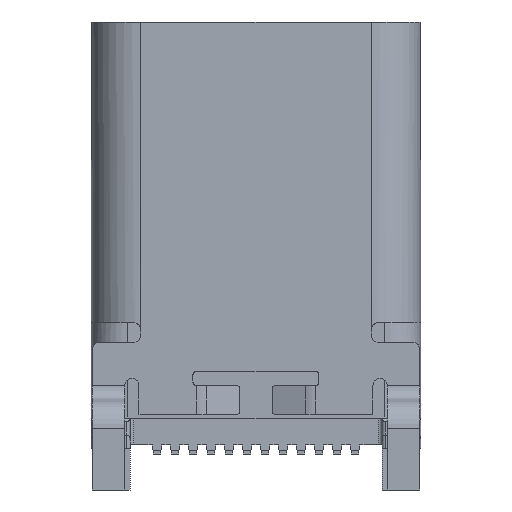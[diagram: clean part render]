
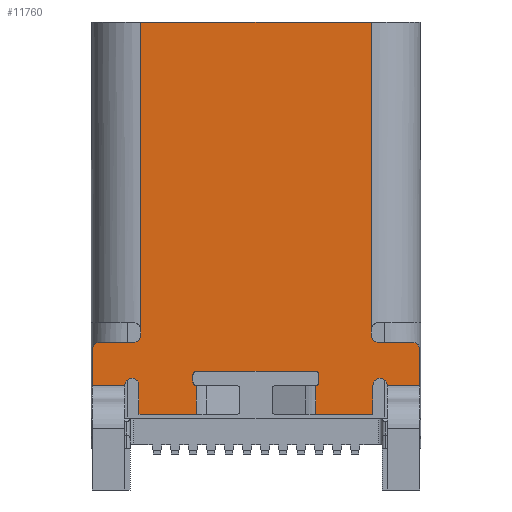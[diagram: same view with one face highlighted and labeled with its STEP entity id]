
A CAD part, front view. The second image highlights one B-rep face of the part: STEP entity #11760.
In plain terms, the highlighted planar face has unit normal (0, -1, 0).
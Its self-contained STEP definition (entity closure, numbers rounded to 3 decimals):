
#25=DIRECTION('',(1.,0.,0.));
#26=VECTOR('',#25,6.4);
#27=CARTESIAN_POINT('',(-3.2,-1.67,0.));
#28=LINE('',#27,#26);
#128=DIRECTION('',(0.,0.,-1.));
#129=VECTOR('',#128,8.55);
#130=CARTESIAN_POINT('',(-3.2,-1.67,0.));
#131=LINE('',#130,#129);
#132=CARTESIAN_POINT('',(-4.35,-1.67,-9.1));
#133=DIRECTION('',(0.,-1.,0.));
#134=DIRECTION('',(0.,0.,1.));
#135=AXIS2_PLACEMENT_3D('',#132,#133,#134);
#137=DIRECTION('',(1.,0.,0.));
#138=VECTOR('',#137,0.95);
#139=CARTESIAN_POINT('',(-4.35,-1.67,-8.9));
#140=LINE('',#139,#138);
#141=DIRECTION('',(0.,0.,1.));
#142=VECTOR('',#141,0.15);
#143=CARTESIAN_POINT('',(-3.2,-1.67,-8.7));
#144=LINE('',#143,#142);
#145=DIRECTION('',(0.,0.,-1.));
#146=VECTOR('',#145,0.15);
#147=CARTESIAN_POINT('',(3.2,-1.67,-8.55));
#148=LINE('',#147,#146);
#149=DIRECTION('',(1.,0.,0.));
#150=VECTOR('',#149,0.95);
#151=CARTESIAN_POINT('',(3.4,-1.67,-8.9));
#152=LINE('',#151,#150);
#153=CARTESIAN_POINT('',(4.35,-1.67,-9.1));
#154=DIRECTION('',(0.,-1.,0.));
#155=DIRECTION('',(1.,0.,0.));
#156=AXIS2_PLACEMENT_3D('',#153,#154,#155);
#158=DIRECTION('',(0.,0.,-1.));
#159=VECTOR('',#158,1.);
#160=CARTESIAN_POINT('',(4.55,-1.67,-9.1));
#161=LINE('',#160,#159);
#162=DIRECTION('',(-1.,0.,0.));
#163=VECTOR('',#162,0.9);
#164=CARTESIAN_POINT('',(4.55,-1.67,-10.1));
#165=LINE('',#164,#163);
#166=DIRECTION('',(0.,0.,-1.));
#167=VECTOR('',#166,0.8);
#168=CARTESIAN_POINT('',(3.25,-1.67,-10.1));
#169=LINE('',#168,#167);
#170=DIRECTION('',(-1.,0.,0.));
#171=VECTOR('',#170,1.595);
#172=CARTESIAN_POINT('',(3.25,-1.67,-10.9));
#173=LINE('',#172,#171);
#174=DIRECTION('',(0.,0.,1.));
#175=VECTOR('',#174,0.8);
#176=CARTESIAN_POINT('',(1.655,-1.67,-10.9));
#177=LINE('',#176,#175);
#178=DIRECTION('',(0.,0.,1.));
#179=VECTOR('',#178,0.2);
#180=CARTESIAN_POINT('',(1.75,-1.67,-10.));
#181=LINE('',#180,#179);
#182=DIRECTION('',(0.,0.,-1.));
#183=VECTOR('',#182,0.2);
#184=CARTESIAN_POINT('',(-1.75,-1.67,-9.8));
#185=LINE('',#184,#183);
#186=DIRECTION('',(-1.,0.,0.));
#187=VECTOR('',#186,1.595);
#188=CARTESIAN_POINT('',(-1.655,-1.67,-10.9));
#189=LINE('',#188,#187);
#190=DIRECTION('',(0.,0.,1.));
#191=VECTOR('',#190,0.8);
#192=CARTESIAN_POINT('',(-3.25,-1.67,-10.9));
#193=LINE('',#192,#191);
#194=DIRECTION('',(1.,0.,0.));
#195=VECTOR('',#194,0.9);
#196=CARTESIAN_POINT('',(-4.55,-1.67,-10.1));
#197=LINE('',#196,#195);
#198=DIRECTION('',(0.,0.,1.));
#199=VECTOR('',#198,1.);
#200=CARTESIAN_POINT('',(-4.55,-1.67,-10.1));
#201=LINE('',#200,#199);
#392=CARTESIAN_POINT('',(-3.45,-1.67,-10.1));
#393=DIRECTION('',(0.,1.,0.));
#394=DIRECTION('',(-1.,0.,0.));
#395=AXIS2_PLACEMENT_3D('',#392,#393,#394);
#509=CARTESIAN_POINT('',(1.65,-1.67,-10.));
#510=DIRECTION('',(0.,1.,0.));
#511=DIRECTION('',(1.,0.,0.));
#512=AXIS2_PLACEMENT_3D('',#509,#510,#511);
#574=CARTESIAN_POINT('',(1.655,-1.67,-10.1));
#676=CARTESIAN_POINT('',(-1.655,-1.67,-10.1));
#678=DIRECTION('',(0.,0.,1.));
#679=VECTOR('',#678,0.8);
#680=CARTESIAN_POINT('',(-1.655,-1.67,-10.9));
#681=LINE('',#680,#679);
#682=CARTESIAN_POINT('',(-1.65,-1.67,-10.));
#683=DIRECTION('',(0.,1.,0.));
#684=DIRECTION('',(-0.047,0.,-0.999));
#685=AXIS2_PLACEMENT_3D('',#682,#683,#684);
#700=CARTESIAN_POINT('',(-1.65,-1.67,-9.8));
#701=DIRECTION('',(0.,1.,0.));
#702=DIRECTION('',(-1.,0.,0.));
#703=AXIS2_PLACEMENT_3D('',#700,#701,#702);
#714=DIRECTION('',(1.,0.,0.));
#715=VECTOR('',#714,3.3);
#716=CARTESIAN_POINT('',(-1.65,-1.67,-9.7));
#717=LINE('',#716,#715);
#726=CARTESIAN_POINT('',(1.65,-1.67,-9.8));
#727=DIRECTION('',(0.,1.,0.));
#728=DIRECTION('',(0.,0.,1.));
#729=AXIS2_PLACEMENT_3D('',#726,#727,#728);
#5262=DIRECTION('',(0.,0.,1.));
#5263=VECTOR('',#5262,8.55);
#5264=CARTESIAN_POINT('',(3.2,-1.67,-8.55));
#5265=LINE('',#5264,#5263);
#5290=CARTESIAN_POINT('',(3.4,-1.67,-8.7));
#5291=DIRECTION('',(0.,1.,0.));
#5292=DIRECTION('',(0.,0.,-1.));
#5293=AXIS2_PLACEMENT_3D('',#5290,#5291,#5292);
#5401=CARTESIAN_POINT('',(3.45,-1.67,-10.1));
#5402=DIRECTION('',(0.,1.,0.));
#5403=DIRECTION('',(-1.,0.,0.));
#5404=AXIS2_PLACEMENT_3D('',#5401,#5402,#5403);
#5508=CARTESIAN_POINT('',(-3.4,-1.67,-8.7));
#5509=DIRECTION('',(0.,1.,0.));
#5510=DIRECTION('',(1.,0.,0.));
#5511=AXIS2_PLACEMENT_3D('',#5508,#5509,#5510);
#8885=CARTESIAN_POINT('',(-3.2,-1.67,0.));
#8886=VERTEX_POINT('',#8885);
#8887=CARTESIAN_POINT('',(3.2,-1.67,0.));
#8888=VERTEX_POINT('',#8887);
#9039=CARTESIAN_POINT('',(-3.25,-1.67,-10.9));
#9040=CARTESIAN_POINT('',(-3.25,-1.67,-10.1));
#9041=VERTEX_POINT('',#9039);
#9042=VERTEX_POINT('',#9040);
#9043=CARTESIAN_POINT('',(3.25,-1.67,-10.1));
#9044=CARTESIAN_POINT('',(3.25,-1.67,-10.9));
#9045=VERTEX_POINT('',#9043);
#9046=VERTEX_POINT('',#9044);
#9093=CARTESIAN_POINT('',(4.55,-1.67,-10.1));
#9094=VERTEX_POINT('',#9093);
#9097=CARTESIAN_POINT('',(3.65,-1.67,-10.1));
#9098=VERTEX_POINT('',#9097);
#9133=CARTESIAN_POINT('',(-4.55,-1.67,-10.1));
#9134=VERTEX_POINT('',#9133);
#9137=CARTESIAN_POINT('',(-3.65,-1.67,-10.1));
#9138=VERTEX_POINT('',#9137);
#9140=CARTESIAN_POINT('',(1.655,-1.67,-10.9));
#9142=VERTEX_POINT('',#9140);
#9157=CARTESIAN_POINT('',(-1.655,-1.67,-10.9));
#9159=VERTEX_POINT('',#9157);
#9203=CARTESIAN_POINT('',(-3.2,-1.67,-8.55));
#9205=VERTEX_POINT('',#9203);
#9207=CARTESIAN_POINT('',(-3.2,-1.67,-8.7));
#9209=VERTEX_POINT('',#9207);
#9211=CARTESIAN_POINT('',(-3.4,-1.67,-8.9));
#9213=VERTEX_POINT('',#9211);
#9220=CARTESIAN_POINT('',(3.2,-1.67,-8.55));
#9222=VERTEX_POINT('',#9220);
#9223=CARTESIAN_POINT('',(3.4,-1.67,-8.9));
#9225=VERTEX_POINT('',#9223);
#9227=CARTESIAN_POINT('',(3.2,-1.67,-8.7));
#9229=VERTEX_POINT('',#9227);
#9267=CARTESIAN_POINT('',(-1.75,-1.67,-9.8));
#9269=VERTEX_POINT('',#9267);
#9271=CARTESIAN_POINT('',(-1.65,-1.67,-9.7));
#9273=VERTEX_POINT('',#9271);
#9279=VERTEX_POINT('',#676);
#9281=CARTESIAN_POINT('',(-1.75,-1.67,-10.));
#9283=VERTEX_POINT('',#9281);
#9285=CARTESIAN_POINT('',(1.65,-1.67,-9.7));
#9287=VERTEX_POINT('',#9285);
#9289=CARTESIAN_POINT('',(1.75,-1.67,-9.8));
#9291=VERTEX_POINT('',#9289);
#9298=CARTESIAN_POINT('',(1.75,-1.67,-10.));
#9300=VERTEX_POINT('',#9298);
#9302=VERTEX_POINT('',#574);
#9327=CARTESIAN_POINT('',(-4.35,-1.67,-8.9));
#9328=CARTESIAN_POINT('',(-4.55,-1.67,-9.1));
#9329=VERTEX_POINT('',#9327);
#9330=VERTEX_POINT('',#9328);
#9335=CARTESIAN_POINT('',(4.55,-1.67,-9.1));
#9336=CARTESIAN_POINT('',(4.35,-1.67,-8.9));
#9337=VERTEX_POINT('',#9335);
#9338=VERTEX_POINT('',#9336);
#11695=CARTESIAN_POINT('',(-3.2,-1.67,0.));
#11696=DIRECTION('',(0.,-1.,0.));
#11697=DIRECTION('',(1.,0.,0.));
#11698=AXIS2_PLACEMENT_3D('',#11695,#11696,#11697);
#11699=PLANE('',#11698);
#11701=ORIENTED_EDGE('',*,*,#11700,.F.);
#11703=ORIENTED_EDGE('',*,*,#11702,.T.);
#11705=ORIENTED_EDGE('',*,*,#11704,.F.);
#11707=ORIENTED_EDGE('',*,*,#11706,.T.);
#11708=ORIENTED_EDGE('',*,*,#11686,.F.);
#11709=ORIENTED_EDGE('',*,*,#11580,.T.);
#11711=ORIENTED_EDGE('',*,*,#11710,.F.);
#11713=ORIENTED_EDGE('',*,*,#11712,.T.);
#11715=ORIENTED_EDGE('',*,*,#11714,.F.);
#11717=ORIENTED_EDGE('',*,*,#11716,.T.);
#11719=ORIENTED_EDGE('',*,*,#11718,.F.);
#11721=ORIENTED_EDGE('',*,*,#11720,.T.);
#11723=ORIENTED_EDGE('',*,*,#11722,.T.);
#11725=ORIENTED_EDGE('',*,*,#11724,.F.);
#11727=ORIENTED_EDGE('',*,*,#11726,.T.);
#11729=ORIENTED_EDGE('',*,*,#11728,.T.);
#11731=ORIENTED_EDGE('',*,*,#11730,.T.);
#11733=ORIENTED_EDGE('',*,*,#11732,.F.);
#11735=ORIENTED_EDGE('',*,*,#11734,.T.);
#11737=ORIENTED_EDGE('',*,*,#11736,.F.);
#11739=ORIENTED_EDGE('',*,*,#11738,.F.);
#11741=ORIENTED_EDGE('',*,*,#11740,.F.);
#11743=ORIENTED_EDGE('',*,*,#11742,.T.);
#11745=ORIENTED_EDGE('',*,*,#11744,.F.);
#11747=ORIENTED_EDGE('',*,*,#11746,.F.);
#11749=ORIENTED_EDGE('',*,*,#11748,.T.);
#11751=ORIENTED_EDGE('',*,*,#11750,.T.);
#11753=ORIENTED_EDGE('',*,*,#11752,.F.);
#11755=ORIENTED_EDGE('',*,*,#11754,.F.);
#11757=ORIENTED_EDGE('',*,*,#11756,.T.);
#11758=EDGE_LOOP('',(#11701,#11703,#11705,#11707,#11708,#11709,#11711,#11713,
#11715,#11717,#11719,#11721,#11723,#11725,#11727,#11729,#11731,#11733,#11735,
#11737,#11739,#11741,#11743,#11745,#11747,#11749,#11751,#11753,#11755,#11757));
#11759=FACE_OUTER_BOUND('',#11758,.F.);
#136=CIRCLE('',#135,0.2);
#157=CIRCLE('',#156,0.2);
#396=CIRCLE('',#395,0.2);
#513=CIRCLE('',#512,0.1);
#686=CIRCLE('',#685,0.1);
#704=CIRCLE('',#703,0.1);
#730=CIRCLE('',#729,0.1);
#5294=CIRCLE('',#5293,0.2);
#5405=CIRCLE('',#5404,0.2);
#5512=CIRCLE('',#5511,0.2);
#11580=EDGE_CURVE('',#8886,#8888,#28,.T.);
#11686=EDGE_CURVE('',#8886,#9205,#131,.T.);
#11700=EDGE_CURVE('',#9329,#9330,#136,.T.);
#11702=EDGE_CURVE('',#9329,#9213,#140,.T.);
#11704=EDGE_CURVE('',#9209,#9213,#5512,.T.);
#11706=EDGE_CURVE('',#9209,#9205,#144,.T.);
#11710=EDGE_CURVE('',#9222,#8888,#5265,.T.);
#11712=EDGE_CURVE('',#9222,#9229,#148,.T.);
#11714=EDGE_CURVE('',#9225,#9229,#5294,.T.);
#11716=EDGE_CURVE('',#9225,#9338,#152,.T.);
#11718=EDGE_CURVE('',#9337,#9338,#157,.T.);
#11720=EDGE_CURVE('',#9337,#9094,#161,.T.);
#11722=EDGE_CURVE('',#9094,#9098,#165,.T.);
#11724=EDGE_CURVE('',#9045,#9098,#5405,.T.);
#11726=EDGE_CURVE('',#9045,#9046,#169,.T.);
#11728=EDGE_CURVE('',#9046,#9142,#173,.T.);
#11730=EDGE_CURVE('',#9142,#9302,#177,.T.);
#11732=EDGE_CURVE('',#9300,#9302,#513,.T.);
#11734=EDGE_CURVE('',#9300,#9291,#181,.T.);
#11736=EDGE_CURVE('',#9287,#9291,#730,.T.);
#11738=EDGE_CURVE('',#9273,#9287,#717,.T.);
#11740=EDGE_CURVE('',#9269,#9273,#704,.T.);
#11742=EDGE_CURVE('',#9269,#9283,#185,.T.);
#11744=EDGE_CURVE('',#9279,#9283,#686,.T.);
#11746=EDGE_CURVE('',#9159,#9279,#681,.T.);
#11748=EDGE_CURVE('',#9159,#9041,#189,.T.);
#11750=EDGE_CURVE('',#9041,#9042,#193,.T.);
#11752=EDGE_CURVE('',#9138,#9042,#396,.T.);
#11754=EDGE_CURVE('',#9134,#9138,#197,.T.);
#11756=EDGE_CURVE('',#9134,#9330,#201,.T.);
#11760=ADVANCED_FACE('',(#11759),#11699,.T.);
